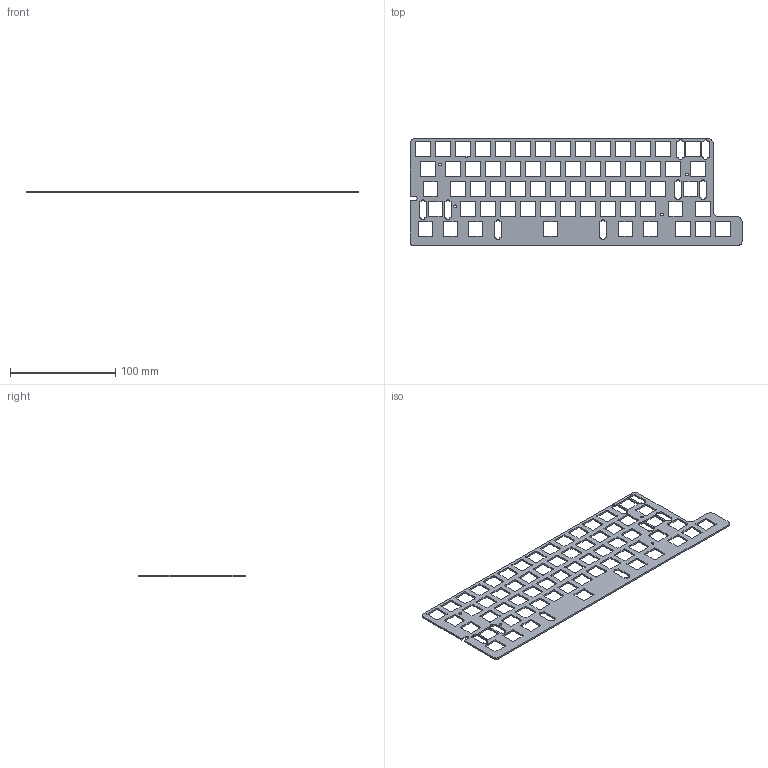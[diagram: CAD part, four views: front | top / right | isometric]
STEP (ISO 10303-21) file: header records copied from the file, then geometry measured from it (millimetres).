
FILE_DESCRIPTION(/* description */ (''),/* implementation_level */ '2;1');
FILE_NAME(/* name */ 'keyplate.step',/* time_stamp */ '2023-04-01T17:42:00-05:00',/* author */ (''),/* organization */ (''),/* preprocessor_version */ 'ST-DEVELOPER v19.2',/* originating_system */ 'Autodesk Translation Framework v11.17.0.187',/* authorisation */ '');
FILE_SCHEMA (('AUTOMOTIVE_DESIGN { 1 0 10303 214 3 1 1 }'));
Length unit declared in the file: millimetre
Products named in the file (1): theRunner65 - pcb
Bounding box: 315.91 x 101.83 x 1.6 mm (x, y, z)
Volume: 26900.2 mm3; surface area: 41183.3 mm2
Topology: 1 solids, 1 shells, 626 faces, 1872 edges, 1248 vertices
Faces by surface type: cylinder 314, plane 312
Full cylindrical faces by diameter (mm): 2.5 x4
Entity records: 21573 total; most frequent: DIRECTION 3754, CARTESIAN_POINT 3747, ORIENTED_EDGE 3744, EDGE_CURVE 1872, AXIS2_PLACEMENT_3D 1255, VERTEX_POINT 1248, LINE 1244, VECTOR 1244
